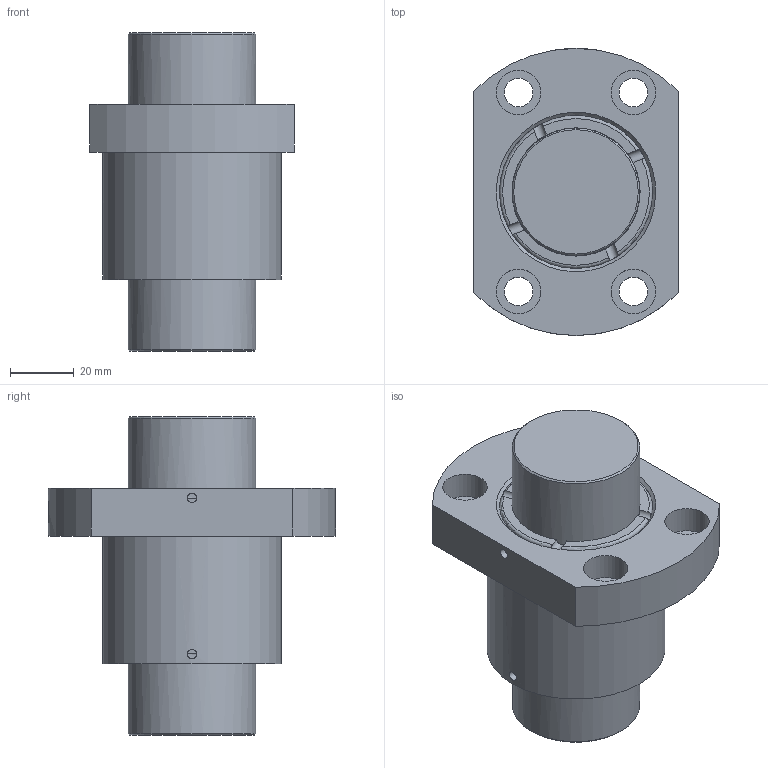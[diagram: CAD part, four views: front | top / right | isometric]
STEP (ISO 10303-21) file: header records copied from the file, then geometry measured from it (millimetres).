
FILE_DESCRIPTION(/* description */ ('STEP AP214'),/* implementation_level */ '2;1');
FILE_NAME(/* name */ 'SFNIR4005-4(100N1N100C2-1)',/* time_stamp */ '2025-09-08T11:37:55+02:00',/* author */ ('License CC BY-ND 4.0'),/* organization */ ('CADENAS'),/* preprocessor_version */ 'ST-DEVELOPER v19.3',/* originating_system */ 'PARTsolutions',/* authorisation */ ' ');
FILE_SCHEMA (('AUTOMOTIVE_DESIGN {1 0 10303 214 3 1 1}'));
Length unit declared in the file: millimetre
Products named in the file (1): SFNIR4005-4(100N1N100C2-1)
Bounding box: 64 x 90 x 100 mm (x, y, z)
Volume: 225006.4 mm3; surface area: 31622 mm2
Topology: 1 solids, 1 shells, 88 faces, 219 edges, 136 vertices
Faces by surface type: cylinder 45, plane 31, torus 8, cone 4
Full cylindrical faces by diameter (mm): 3 x4, 6.917 x1, 9 x4, 14 x4, 40 x2, 40.2 x2, 56 x1
Entity records: 2610 total; most frequent: CARTESIAN_POINT 649, DIRECTION 398, ORIENTED_EDGE 372, EDGE_CURVE 186, AXIS2_PLACEMENT_3D 175, EDGE_LOOP 130, FACE_BOUND 130, VERTEX_POINT 126
